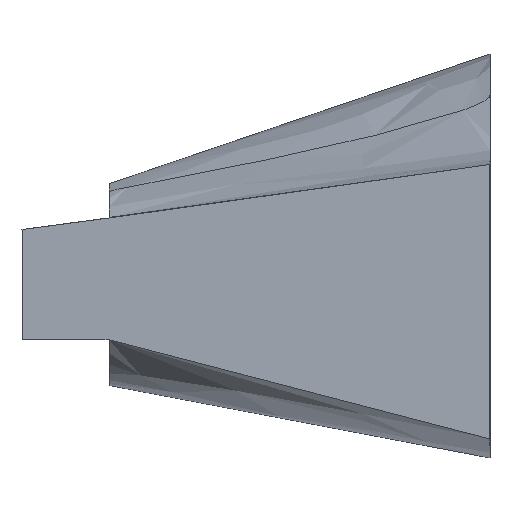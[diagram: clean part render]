
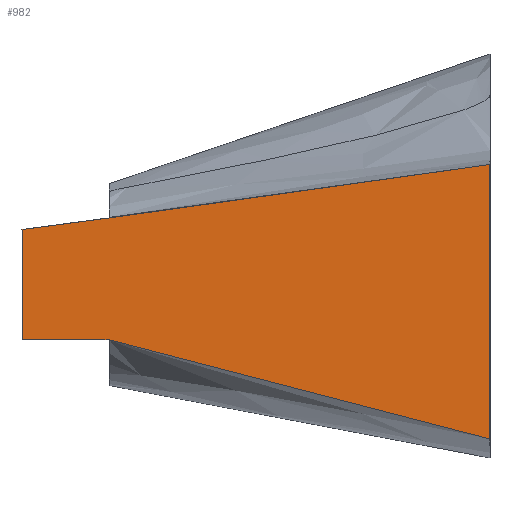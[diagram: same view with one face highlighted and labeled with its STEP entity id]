
A CAD part, left-side view. The second image highlights one B-rep face of the part: STEP entity #982.
In plain terms, the highlighted planar face has unit normal (-1, 0, 0).
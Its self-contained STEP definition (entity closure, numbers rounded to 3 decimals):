
#102=FACE_OUTER_BOUND('',#163,.T.);
#163=EDGE_LOOP('',(#666,#667,#668,#669,#670,#671));
#240=B_SPLINE_CURVE_WITH_KNOTS('',3,(#1300,#1301,#1302,#1303,#1304,#1305),
 .UNSPECIFIED.,.F.,.F.,(4,2,4),(-12.082,-7.884,-7.669),
 .UNSPECIFIED.);
#306=LINE('',#1307,#367);
#307=LINE('',#1309,#368);
#308=LINE('',#1311,#369);
#309=LINE('',#1313,#370);
#310=LINE('',#1314,#371);
#367=VECTOR('',#1120,10.);
#368=VECTOR('',#1121,10.);
#369=VECTOR('',#1122,10.);
#370=VECTOR('',#1123,10.);
#371=VECTOR('',#1124,10.);
#429=VERTEX_POINT('',#1298);
#430=VERTEX_POINT('',#1299);
#431=VERTEX_POINT('',#1306);
#432=VERTEX_POINT('',#1308);
#433=VERTEX_POINT('',#1310);
#434=VERTEX_POINT('',#1312);
#515=EDGE_CURVE('',#429,#430,#240,.T.);
#516=EDGE_CURVE('',#431,#429,#306,.T.);
#517=EDGE_CURVE('',#432,#431,#307,.T.);
#518=EDGE_CURVE('',#433,#432,#308,.T.);
#519=EDGE_CURVE('',#434,#433,#309,.T.);
#520=EDGE_CURVE('',#430,#434,#310,.T.);
#666=ORIENTED_EDGE('',*,*,#515,.F.);
#667=ORIENTED_EDGE('',*,*,#516,.F.);
#668=ORIENTED_EDGE('',*,*,#517,.F.);
#669=ORIENTED_EDGE('',*,*,#518,.F.);
#670=ORIENTED_EDGE('',*,*,#519,.F.);
#671=ORIENTED_EDGE('',*,*,#520,.F.);
#963=PLANE('',#1057);
#982=ADVANCED_FACE('',(#102),#963,.F.);
#1057=AXIS2_PLACEMENT_3D('',#1297,#1118,#1119);
#1118=DIRECTION('center_axis',(1.,0.,0.));
#1119=DIRECTION('ref_axis',(0.,1.,0.));
#1120=DIRECTION('',(0.,1.,0.));
#1121=DIRECTION('',(0.,0.968,0.252));
#1122=DIRECTION('',(0.,0.,-1.));
#1123=DIRECTION('',(0.,-0.99,0.139));
#1124=DIRECTION('',(0.,-0.991,0.132));
#1297=CARTESIAN_POINT('Origin',(-100.,-25.,-55.));
#1298=CARTESIAN_POINT('',(-100.,132.785,-14.));
#1299=CARTESIAN_POINT('',(-100.,132.846,14.954));
#1300=CARTESIAN_POINT('Ctrl Pts',(-100.,132.785,-14.));
#1301=CARTESIAN_POINT('Ctrl Pts',(-100.,132.197,-4.488));
#1302=CARTESIAN_POINT('Ctrl Pts',(-100.,132.214,4.468));
#1303=CARTESIAN_POINT('Ctrl Pts',(-100.,132.786,14.022));
#1304=CARTESIAN_POINT('Ctrl Pts',(-100.,132.816,14.487));
#1305=CARTESIAN_POINT('Ctrl Pts',(-100.,132.846,14.954));
#1306=CARTESIAN_POINT('',(-100.,110.,-14.));
#1307=CARTESIAN_POINT('',(-100.,110.,-14.));
#1308=CARTESIAN_POINT('',(-100.,10.,-40.));
#1309=CARTESIAN_POINT('',(-100.,110.,-14.));
#1310=CARTESIAN_POINT('',(-100.,10.,32.));
#1311=CARTESIAN_POINT('',(-100.,10.,-47.5));
#1312=CARTESIAN_POINT('',(-100.,110.,18.));
#1313=CARTESIAN_POINT('',(-100.,10.,32.));
#1314=CARTESIAN_POINT('',(-100.,170.,10.));
